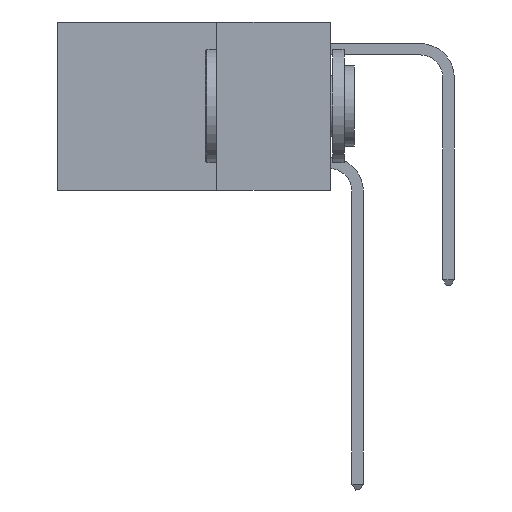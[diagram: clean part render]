
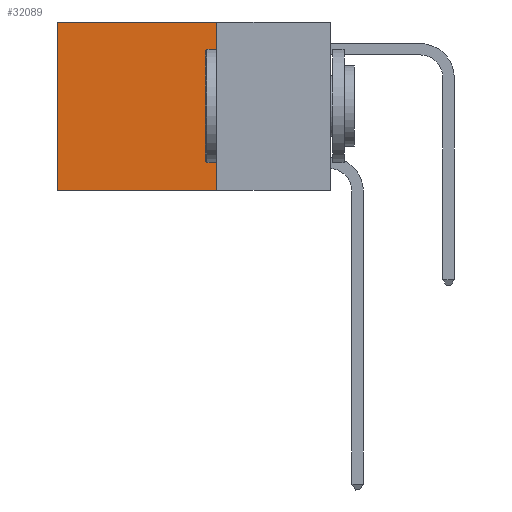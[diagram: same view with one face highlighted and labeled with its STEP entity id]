
A CAD part, left-side view. The second image highlights one B-rep face of the part: STEP entity #32089.
In plain terms, the highlighted planar face has unit normal (-1, 0, 0).
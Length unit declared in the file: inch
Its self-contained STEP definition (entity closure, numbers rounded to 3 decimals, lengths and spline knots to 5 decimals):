
#569 = CARTESIAN_POINT ( 'NONE',  ( 0.2625, 0.25, -0.37 ) ) ;
#790 = CARTESIAN_POINT ( 'NONE',  ( 0.2625, 0.25, 0. ) ) ;
#1245 = AXIS2_PLACEMENT_3D ( 'NONE', #9106, #27535, #11762 ) ;
#1441 = EDGE_LOOP ( 'NONE', ( #33386, #9790, #20448, #6903 ) ) ;
#2134 = LINE ( 'NONE', #790, #8324 ) ;
#3140 = CARTESIAN_POINT ( 'NONE',  ( 0.2625, 0.6, 0. ) ) ;
#3429 = DIRECTION ( 'NONE',  ( 0., 0., -1. ) ) ;
#6903 = ORIENTED_EDGE ( 'NONE', *, *, #15647, .T. ) ;
#8001 = VERTEX_POINT ( 'NONE', #3140 ) ;
#8324 = VECTOR ( 'NONE', #3429, 39.37008 ) ;
#9052 = EDGE_CURVE ( 'NONE', #27485, #19340, #23915, .T. ) ;
#9106 = CARTESIAN_POINT ( 'NONE',  ( 0.2625, 0.25, 0. ) ) ;
#9442 = LINE ( 'NONE', #20814, #22629 ) ;
#9790 = ORIENTED_EDGE ( 'NONE', *, *, #9052, .F. ) ;
#9916 = VECTOR ( 'NONE', #25269, 39.37008 ) ;
#10325 = DIRECTION ( 'NONE',  ( 0., 1., 0. ) ) ;
#11648 = PLANE ( 'NONE',  #1245 ) ;
#11762 = DIRECTION ( 'NONE',  ( 0., 0., -1. ) ) ;
#11823 = LINE ( 'NONE', #29571, #24991 ) ;
#13658 = VERTEX_POINT ( 'NONE', #21197 ) ;
#15248 = CARTESIAN_POINT ( 'NONE',  ( 0.2625, 0.6, -0.37 ) ) ;
#15647 = EDGE_CURVE ( 'NONE', #13658, #8001, #9442, .T. ) ;
#19340 = VERTEX_POINT ( 'NONE', #15248 ) ;
#20300 = EDGE_CURVE ( 'NONE', #13658, #27485, #2134, .T. ) ;
#20448 = ORIENTED_EDGE ( 'NONE', *, *, #20300, .F. ) ;
#20814 = CARTESIAN_POINT ( 'NONE',  ( 0.2625, 0.25, 0. ) ) ;
#21197 = CARTESIAN_POINT ( 'NONE',  ( 0.2625, 0.25, 0. ) ) ;
#22165 = CARTESIAN_POINT ( 'NONE',  ( 0.2625, 0.25, -0.37 ) ) ;
#22629 = VECTOR ( 'NONE', #10325, 39.37008 ) ;
#23108 = EDGE_CURVE ( 'NONE', #8001, #19340, #11823, .T. ) ;
#23915 = LINE ( 'NONE', #22165, #9916 ) ;
#24991 = VECTOR ( 'NONE', #32193, 39.37008 ) ;
#25269 = DIRECTION ( 'NONE',  ( 0., 1., 0. ) ) ;
#27154 = FACE_OUTER_BOUND ( 'NONE', #1441, .T. ) ;
#27485 = VERTEX_POINT ( 'NONE', #569 ) ;
#27535 = DIRECTION ( 'NONE',  ( 1., 0., 0. ) ) ;
#29571 = CARTESIAN_POINT ( 'NONE',  ( 0.2625, 0.6, 0. ) ) ;
#32089 = ADVANCED_FACE ( 'NONE', ( #27154 ), #11648, .F. ) ;
#32193 = DIRECTION ( 'NONE',  ( 0., 0., -1. ) ) ;
#33386 = ORIENTED_EDGE ( 'NONE', *, *, #23108, .T. ) ;
